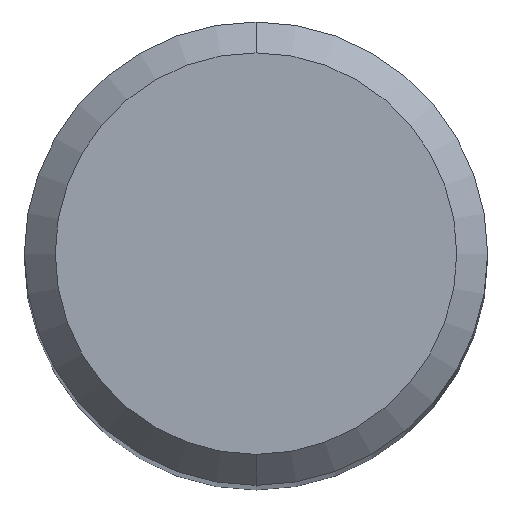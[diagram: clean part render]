
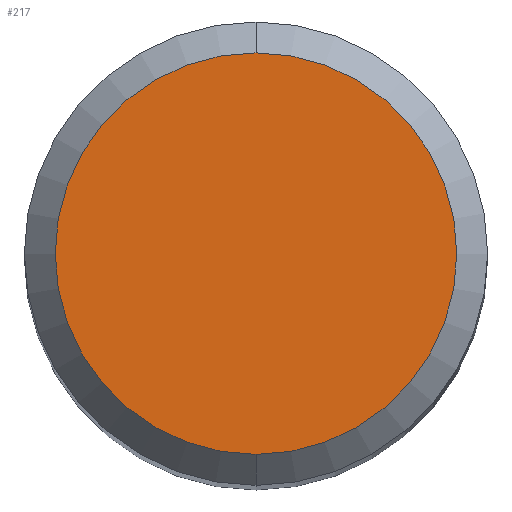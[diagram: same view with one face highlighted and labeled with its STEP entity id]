
A CAD part, top view. The second image highlights one B-rep face of the part: STEP entity #217.
In plain terms, the highlighted planar face has unit normal (0, 0, 1).
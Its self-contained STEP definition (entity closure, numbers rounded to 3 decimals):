
#99=VERTEX_POINT('',#250);
#111=VERTEX_POINT('',#263);
#129=EDGE_CURVE('',#111,#99,#283,.T.);
#203=EDGE_CURVE('',#99,#111,#365,.T.);
#217=ADVANCED_FACE('',(#382),#383,.T.);
#250=CARTESIAN_POINT('',(0.,-2.6,0.0));
#263=CARTESIAN_POINT('',(0.0,2.6,0.0));
#283=CIRCLE('',#453,2.6);
#365=CIRCLE('',#558,2.6);
#382=FACE_OUTER_BOUND('',#578,.T.);
#383=PLANE('',#579);
#453=AXIS2_PLACEMENT_3D('',#635,#636,#637);
#558=AXIS2_PLACEMENT_3D('',#735,#736,#737);
#578=EDGE_LOOP('',(#764,#765));
#579=AXIS2_PLACEMENT_3D('',#766,#767,#768);
#635=CARTESIAN_POINT('',(0.0,0.0,0.0));
#636=DIRECTION('',(0.0,0.0,-1.0));
#637=DIRECTION('',(0.0,1.0,0.0));
#735=CARTESIAN_POINT('',(0.0,0.0,0.0));
#736=DIRECTION('',(0.0,0.0,-1.0));
#737=DIRECTION('',(0.0,1.0,0.0));
#764=ORIENTED_EDGE('',*,*,#129,.F.);
#765=ORIENTED_EDGE('',*,*,#203,.F.);
#766=CARTESIAN_POINT('',(0.0,1.3,0.0));
#767=DIRECTION('',(-0.0,0.0,1.0));
#768=DIRECTION('',(0.0,-1.0,0.0));
